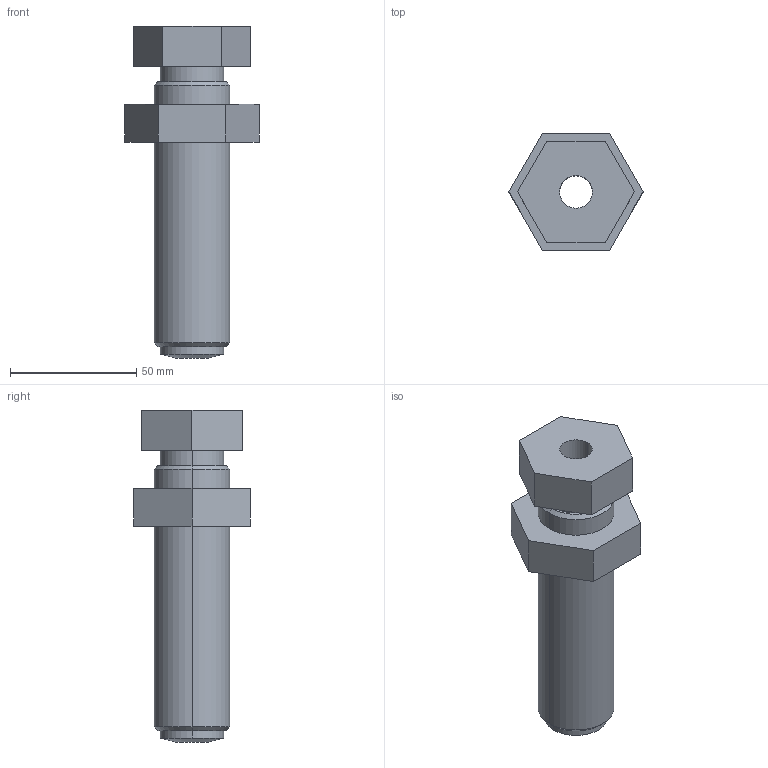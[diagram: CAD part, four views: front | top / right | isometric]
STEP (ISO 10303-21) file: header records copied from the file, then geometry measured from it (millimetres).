
FILE_DESCRIPTION((''),'2;1');
FILE_NAME('3010F.stp','2000-12-04T11:31:52',(''),(''),'AutoCAD STEP 2000','AutoCAD 2000',', , ');
FILE_SCHEMA(('CONFIG_CONTROL_DESIGN'));
Length unit declared in the file: millimetre
Bounding box: 53.12 x 46 x 131.44 mm (x, y, z)
Volume: 100613.6 mm3; surface area: 27038.4 mm2
Topology: 2 solids, 4 shells, 61 faces, 146 edges, 96 vertices
Faces by surface type: plane 46, cylinder 10, cone 4, sphere 1
Entity records: 1851 total; most frequent: CARTESIAN_POINT 304, DIRECTION 294, ORIENTED_EDGE 292, EDGE_CURVE 146, VECTOR 122, LINE 122, VERTEX_POINT 96, AXIS2_PLACEMENT_3D 86
